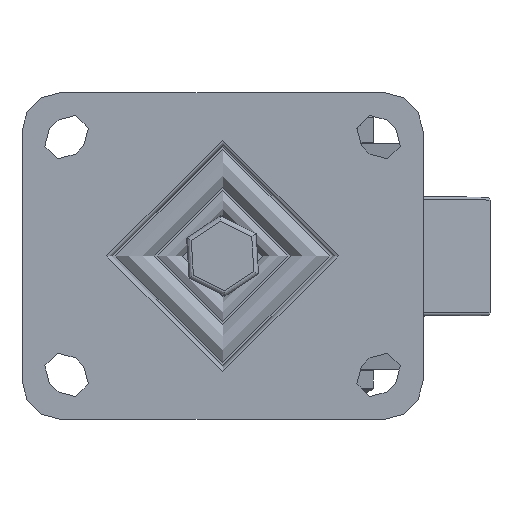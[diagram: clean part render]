
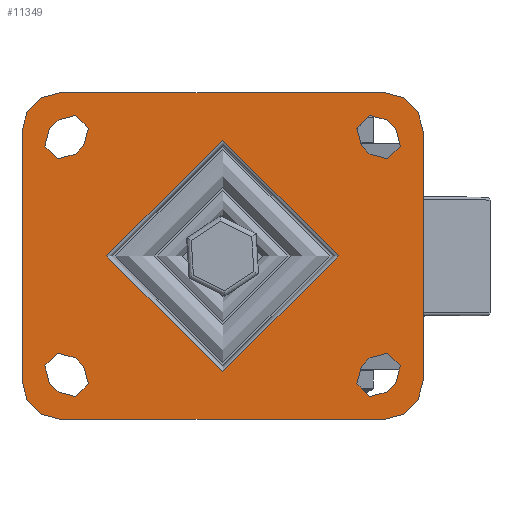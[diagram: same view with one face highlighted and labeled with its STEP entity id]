
A CAD part, top view. The second image highlights one B-rep face of the part: STEP entity #11349.
In plain terms, the highlighted planar face has unit normal (0, 0, 1).
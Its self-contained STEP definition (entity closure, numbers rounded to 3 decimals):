
#1018=FACE_BOUND('',#3876,.T.);
#1019=FACE_BOUND('',#3877,.T.);
#1020=FACE_BOUND('',#3878,.T.);
#1021=FACE_BOUND('',#3879,.T.);
#1022=FACE_BOUND('',#3880,.T.);
#1145=PLANE('',#12350);
#1470=LINE('',#16628,#2234);
#1472=LINE('',#16631,#2236);
#1473=LINE('',#16632,#2237);
#1474=LINE('',#16633,#2238);
#1475=LINE('',#16634,#2239);
#1476=LINE('',#16635,#2240);
#1477=LINE('',#16636,#2241);
#1478=LINE('',#16637,#2242);
#1479=LINE('',#16638,#2243);
#1480=LINE('',#16639,#2244);
#1481=LINE('',#16640,#2245);
#1482=LINE('',#16641,#2246);
#2234=VECTOR('',#13588,1000.);
#2236=VECTOR('',#13592,1000.);
#2237=VECTOR('',#13593,1000.);
#2238=VECTOR('',#13594,1000.);
#2239=VECTOR('',#13595,1000.);
#2240=VECTOR('',#13596,1000.);
#2241=VECTOR('',#13597,1000.);
#2242=VECTOR('',#13598,1000.);
#2243=VECTOR('',#13599,1000.);
#2244=VECTOR('',#13600,1000.);
#2245=VECTOR('',#13601,1000.);
#2246=VECTOR('',#13602,1000.);
#3172=FACE_OUTER_BOUND('',#3875,.T.);
#3875=EDGE_LOOP('',(#8010,#8011,#8012,#8013,#8014,#8015,#8016,#8017));
#3876=EDGE_LOOP('',(#8018,#8019,#8020,#8021));
#3877=EDGE_LOOP('',(#8022));
#3878=EDGE_LOOP('',(#8023,#8024,#8025,#8026));
#3879=EDGE_LOOP('',(#8027,#8028,#8029,#8030));
#3880=EDGE_LOOP('',(#8031,#8032,#8033,#8034));
#4678=CIRCLE('',#12289,6.1);
#4681=CIRCLE('',#12293,6.1);
#4682=CIRCLE('',#12295,6.1);
#4685=CIRCLE('',#12299,6.1);
#4686=CIRCLE('',#12301,6.1);
#4689=CIRCLE('',#12305,6.1);
#4690=CIRCLE('',#12307,6.1);
#4693=CIRCLE('',#12311,6.1);
#4702=CIRCLE('',#12323,39.);
#4703=CIRCLE('',#12325,13.);
#4705=CIRCLE('',#12328,13.);
#4707=CIRCLE('',#12331,13.);
#4709=CIRCLE('',#12334,13.);
#5145=VERTEX_POINT('',#16481);
#5146=VERTEX_POINT('',#16482);
#5151=VERTEX_POINT('',#16493);
#5152=VERTEX_POINT('',#16495);
#5153=VERTEX_POINT('',#16499);
#5154=VERTEX_POINT('',#16500);
#5159=VERTEX_POINT('',#16511);
#5160=VERTEX_POINT('',#16513);
#5161=VERTEX_POINT('',#16517);
#5162=VERTEX_POINT('',#16518);
#5167=VERTEX_POINT('',#16529);
#5168=VERTEX_POINT('',#16531);
#5169=VERTEX_POINT('',#16535);
#5170=VERTEX_POINT('',#16536);
#5175=VERTEX_POINT('',#16547);
#5176=VERTEX_POINT('',#16549);
#5182=VERTEX_POINT('',#16567);
#5183=VERTEX_POINT('',#16571);
#5184=VERTEX_POINT('',#16572);
#5187=VERTEX_POINT('',#16580);
#5188=VERTEX_POINT('',#16581);
#5191=VERTEX_POINT('',#16589);
#5192=VERTEX_POINT('',#16590);
#5195=VERTEX_POINT('',#16598);
#5196=VERTEX_POINT('',#16599);
#6237=EDGE_CURVE('',#5145,#5146,#4678,.T.);
#6243=EDGE_CURVE('',#5151,#5152,#4681,.T.);
#6245=EDGE_CURVE('',#5153,#5154,#4682,.T.);
#6251=EDGE_CURVE('',#5160,#5159,#4685,.T.);
#6253=EDGE_CURVE('',#5161,#5162,#4686,.T.);
#6259=EDGE_CURVE('',#5167,#5168,#4689,.T.);
#6261=EDGE_CURVE('',#5169,#5170,#4690,.T.);
#6267=EDGE_CURVE('',#5176,#5175,#4693,.T.);
#6277=EDGE_CURVE('',#5182,#5182,#4702,.T.);
#6278=EDGE_CURVE('',#5183,#5184,#4703,.T.);
#6282=EDGE_CURVE('',#5187,#5188,#4705,.T.);
#6286=EDGE_CURVE('',#5191,#5192,#4707,.T.);
#6290=EDGE_CURVE('',#5195,#5196,#4709,.T.);
#6303=EDGE_CURVE('',#5196,#5183,#1470,.T.);
#6305=EDGE_CURVE('',#5192,#5195,#1472,.T.);
#6306=EDGE_CURVE('',#5188,#5191,#1473,.T.);
#6307=EDGE_CURVE('',#5184,#5187,#1474,.T.);
#6308=EDGE_CURVE('',#5176,#5170,#1475,.T.);
#6309=EDGE_CURVE('',#5175,#5169,#1476,.T.);
#6310=EDGE_CURVE('',#5161,#5168,#1477,.T.);
#6311=EDGE_CURVE('',#5162,#5167,#1478,.T.);
#6312=EDGE_CURVE('',#5160,#5154,#1479,.T.);
#6313=EDGE_CURVE('',#5159,#5153,#1480,.T.);
#6314=EDGE_CURVE('',#5145,#5152,#1481,.T.);
#6315=EDGE_CURVE('',#5146,#5151,#1482,.T.);
#8010=ORIENTED_EDGE('',*,*,#6290,.F.);
#8011=ORIENTED_EDGE('',*,*,#6305,.F.);
#8012=ORIENTED_EDGE('',*,*,#6286,.F.);
#8013=ORIENTED_EDGE('',*,*,#6306,.F.);
#8014=ORIENTED_EDGE('',*,*,#6282,.F.);
#8015=ORIENTED_EDGE('',*,*,#6307,.F.);
#8016=ORIENTED_EDGE('',*,*,#6278,.F.);
#8017=ORIENTED_EDGE('',*,*,#6303,.F.);
#8018=ORIENTED_EDGE('',*,*,#6308,.F.);
#8019=ORIENTED_EDGE('',*,*,#6267,.T.);
#8020=ORIENTED_EDGE('',*,*,#6309,.T.);
#8021=ORIENTED_EDGE('',*,*,#6261,.T.);
#8022=ORIENTED_EDGE('',*,*,#6277,.F.);
#8023=ORIENTED_EDGE('',*,*,#6310,.T.);
#8024=ORIENTED_EDGE('',*,*,#6259,.F.);
#8025=ORIENTED_EDGE('',*,*,#6311,.F.);
#8026=ORIENTED_EDGE('',*,*,#6253,.F.);
#8027=ORIENTED_EDGE('',*,*,#6312,.F.);
#8028=ORIENTED_EDGE('',*,*,#6251,.T.);
#8029=ORIENTED_EDGE('',*,*,#6313,.T.);
#8030=ORIENTED_EDGE('',*,*,#6245,.T.);
#8031=ORIENTED_EDGE('',*,*,#6314,.T.);
#8032=ORIENTED_EDGE('',*,*,#6243,.F.);
#8033=ORIENTED_EDGE('',*,*,#6315,.F.);
#8034=ORIENTED_EDGE('',*,*,#6237,.F.);
#11349=ADVANCED_FACE('',(#3172,#1018,#1019,#1020,#1021,#1022),#1145,.T.);
#12289=AXIS2_PLACEMENT_3D('',#16483,#13440,#13441);
#12293=AXIS2_PLACEMENT_3D('',#16496,#13451,#13452);
#12295=AXIS2_PLACEMENT_3D('',#16501,#13456,#13457);
#12299=AXIS2_PLACEMENT_3D('',#16514,#13467,#13468);
#12301=AXIS2_PLACEMENT_3D('',#16519,#13472,#13473);
#12305=AXIS2_PLACEMENT_3D('',#16532,#13483,#13484);
#12307=AXIS2_PLACEMENT_3D('',#16537,#13488,#13489);
#12311=AXIS2_PLACEMENT_3D('',#16550,#13499,#13500);
#12323=AXIS2_PLACEMENT_3D('',#16569,#13524,#13525);
#12325=AXIS2_PLACEMENT_3D('',#16573,#13528,#13529);
#12328=AXIS2_PLACEMENT_3D('',#16582,#13536,#13537);
#12331=AXIS2_PLACEMENT_3D('',#16591,#13544,#13545);
#12334=AXIS2_PLACEMENT_3D('',#16600,#13552,#13553);
#12350=AXIS2_PLACEMENT_3D('',#16630,#13590,#13591);
#13440=DIRECTION('center_axis',(0.,0.,1.));
#13441=DIRECTION('ref_axis',(1.,0.,0.));
#13451=DIRECTION('center_axis',(0.,0.,1.));
#13452=DIRECTION('ref_axis',(1.,0.,0.));
#13456=DIRECTION('center_axis',(0.,0.,-1.));
#13457=DIRECTION('ref_axis',(-1.,0.,0.));
#13467=DIRECTION('center_axis',(0.,0.,-1.));
#13468=DIRECTION('ref_axis',(-1.,0.,0.));
#13472=DIRECTION('center_axis',(0.,0.,1.));
#13473=DIRECTION('ref_axis',(-1.,0.,0.));
#13483=DIRECTION('center_axis',(0.,0.,1.));
#13484=DIRECTION('ref_axis',(-1.,0.,0.));
#13488=DIRECTION('center_axis',(0.,0.,-1.));
#13489=DIRECTION('ref_axis',(1.,0.,0.));
#13499=DIRECTION('center_axis',(0.,0.,-1.));
#13500=DIRECTION('ref_axis',(1.,0.,0.));
#13524=DIRECTION('center_axis',(0.,0.,1.));
#13525=DIRECTION('ref_axis',(-1.,0.,0.));
#13528=DIRECTION('center_axis',(0.,0.,-1.));
#13529=DIRECTION('ref_axis',(-0.707,0.707,0.));
#13536=DIRECTION('center_axis',(0.,0.,-1.));
#13537=DIRECTION('ref_axis',(0.707,0.707,0.));
#13544=DIRECTION('center_axis',(0.,0.,-1.));
#13545=DIRECTION('ref_axis',(0.707,-0.707,0.));
#13552=DIRECTION('center_axis',(0.,0.,-1.));
#13553=DIRECTION('ref_axis',(-0.707,-0.707,0.));
#13588=DIRECTION('',(0.,1.,0.));
#13590=DIRECTION('center_axis',(0.,0.,1.));
#13591=DIRECTION('ref_axis',(1.,0.,0.));
#13592=DIRECTION('',(-1.,0.,0.));
#13593=DIRECTION('',(0.,-1.,0.));
#13594=DIRECTION('',(1.,0.,0.));
#13595=DIRECTION('',(0.707,-0.707,0.));
#13596=DIRECTION('',(0.707,-0.707,0.));
#13597=DIRECTION('',(-0.707,-0.707,0.));
#13598=DIRECTION('',(-0.707,-0.707,0.));
#13599=DIRECTION('',(-0.707,0.707,0.));
#13600=DIRECTION('',(-0.707,0.707,0.));
#13601=DIRECTION('',(0.707,0.707,0.));
#13602=DIRECTION('',(0.707,0.707,0.));
#16481=CARTESIAN_POINT('',(-58.245,42.881,0.));
#16482=CARTESIAN_POINT('',(-49.619,34.255,0.));
#16483=CARTESIAN_POINT('Origin',(-53.932,38.568,0.));
#16493=CARTESIAN_POINT('',(-46.755,37.119,0.));
#16495=CARTESIAN_POINT('',(-55.381,45.745,0.));
#16496=CARTESIAN_POINT('Origin',(-51.068,41.432,0.));
#16499=CARTESIAN_POINT('',(46.755,37.119,0.));
#16500=CARTESIAN_POINT('',(55.381,45.745,0.));
#16501=CARTESIAN_POINT('Origin',(51.068,41.432,0.));
#16511=CARTESIAN_POINT('',(49.619,34.255,0.));
#16513=CARTESIAN_POINT('',(58.245,42.881,0.));
#16514=CARTESIAN_POINT('Origin',(53.932,38.568,0.));
#16517=CARTESIAN_POINT('',(58.245,-42.881,0.));
#16518=CARTESIAN_POINT('',(49.619,-34.255,0.));
#16519=CARTESIAN_POINT('Origin',(53.932,-38.568,0.));
#16529=CARTESIAN_POINT('',(46.755,-37.119,0.));
#16531=CARTESIAN_POINT('',(55.381,-45.745,0.));
#16532=CARTESIAN_POINT('Origin',(51.068,-41.432,0.));
#16535=CARTESIAN_POINT('',(-46.755,-37.119,0.));
#16536=CARTESIAN_POINT('',(-55.381,-45.745,0.));
#16537=CARTESIAN_POINT('Origin',(-51.068,-41.432,0.));
#16547=CARTESIAN_POINT('',(-49.619,-34.255,0.));
#16549=CARTESIAN_POINT('',(-58.245,-42.881,0.));
#16550=CARTESIAN_POINT('Origin',(-53.932,-38.568,0.));
#16567=CARTESIAN_POINT('',(-39.,0.,0.));
#16569=CARTESIAN_POINT('Origin',(0.,0.,0.));
#16571=CARTESIAN_POINT('',(-67.5,42.,0.));
#16572=CARTESIAN_POINT('',(-54.5,55.,0.));
#16573=CARTESIAN_POINT('Origin',(-54.5,42.,0.));
#16580=CARTESIAN_POINT('',(54.5,55.,0.));
#16581=CARTESIAN_POINT('',(67.5,42.,0.));
#16582=CARTESIAN_POINT('Origin',(54.5,42.,0.));
#16589=CARTESIAN_POINT('',(67.5,-42.,0.));
#16590=CARTESIAN_POINT('',(54.5,-55.,0.));
#16591=CARTESIAN_POINT('Origin',(54.5,-42.,0.));
#16598=CARTESIAN_POINT('',(-54.5,-55.,0.));
#16599=CARTESIAN_POINT('',(-67.5,-42.,0.));
#16600=CARTESIAN_POINT('Origin',(-54.5,-42.,0.));
#16628=CARTESIAN_POINT('',(-67.5,-55.,0.));
#16630=CARTESIAN_POINT('Origin',(0.,0.,0.));
#16631=CARTESIAN_POINT('',(67.5,-55.,0.));
#16632=CARTESIAN_POINT('',(67.5,55.,0.));
#16633=CARTESIAN_POINT('',(-67.5,55.,0.));
#16634=CARTESIAN_POINT('',(-58.245,-42.881,0.));
#16635=CARTESIAN_POINT('',(-49.619,-34.255,0.));
#16636=CARTESIAN_POINT('',(58.245,-42.881,0.));
#16637=CARTESIAN_POINT('',(49.619,-34.255,0.));
#16638=CARTESIAN_POINT('',(58.245,42.881,0.));
#16639=CARTESIAN_POINT('',(49.619,34.255,0.));
#16640=CARTESIAN_POINT('',(-58.245,42.881,0.));
#16641=CARTESIAN_POINT('',(-49.619,34.255,0.));
